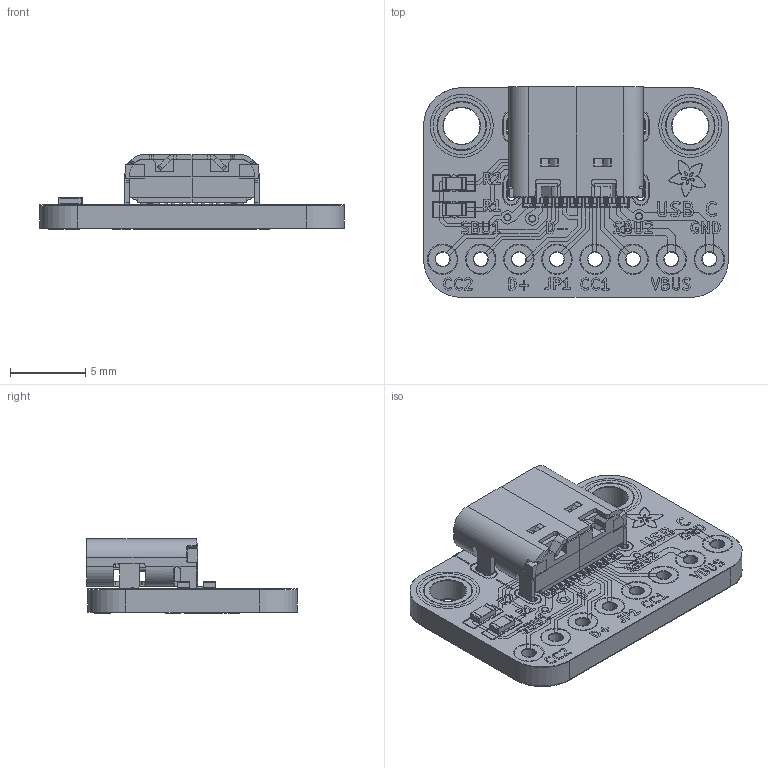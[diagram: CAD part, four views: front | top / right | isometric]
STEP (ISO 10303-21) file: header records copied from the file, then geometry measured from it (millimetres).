
FILE_DESCRIPTION(('KiCad electronic assembly'),'2;1');
FILE_NAME('Adafruit USB Type C Downstream Breakout rev B.step', '2025-03-14T19:07:49',('Pcbnew'),('Kicad'), 'Open CASCADE STEP processor 7.6','KiCad to STEP converter','Unknown' );
FILE_SCHEMA(('AUTOMOTIVE_DESIGN { 1 0 10303 214 1 1 1 1 }'));
Length unit declared in the file: millimetre
Products named in the file (9): Adafruit USB Type C Downstream Breakout rev B 1; R_0603_1608Metric; USB_C_Receptacle_GCT_USB4105-xx-A_16P_TopMnt_Horizontal; Adafruit USB Type C Downstream Breakout rev B_copper; Adafruit USB Type C Downstream Breakout rev B_pad; Adafruit USB Type C Downstream Breakout rev B_via; Adafruit USB Type C Downstream Breakout rev B_silkscreen; Adafruit USB Type C Downstream Breakout rev B_soldermask; Adafruit USB Type C Downstream Breakout rev B_PCB
Assembly tree (9 placements, depth 2):
  Adafruit USB Type C Downstream Breakout rev B 1
    R_0603_1608Metric  x2
    USB_C_Receptacle_GCT_USB4105-xx-A_16P_TopMnt_Horizontal
    Adafruit USB Type C Downstream Breakout rev B_copper
    Adafruit USB Type C Downstream Breakout rev B_pad
    Adafruit USB Type C Downstream Breakout rev B_via
    Adafruit USB Type C Downstream Breakout rev B_silkscreen
    Adafruit USB Type C Downstream Breakout rev B_soldermask
    Adafruit USB Type C Downstream Breakout rev B_PCB
Bounding box: 20.32 x 14.04 x 4.98 mm (x, y, z)
Volume: 516.5 mm3; surface area: 2145.1 mm2
Topology: 115 solids, 207 shells, 1501 faces, 6748 edges, 5559 vertices
Faces by surface type: plane 1135, cylinder 358, cone 8
Full cylindrical faces by diameter (mm): 0.433 x4, 0.483 x16, 0.5 x2, 0.65 x2, 0.95 x24, 1 x18, 1.93 x16, 2.45 x6, 2.5 x4, 3.2 x4
Entity records: 70004 total; most frequent: CARTESIAN_POINT 13784, DIRECTION 10861, ORIENTED_EDGE 10019, EDGE_CURVE 6680, VERTEX_POINT 5515, LINE 5445, VECTOR 5445, AXIS2_PLACEMENT_3D 2708
